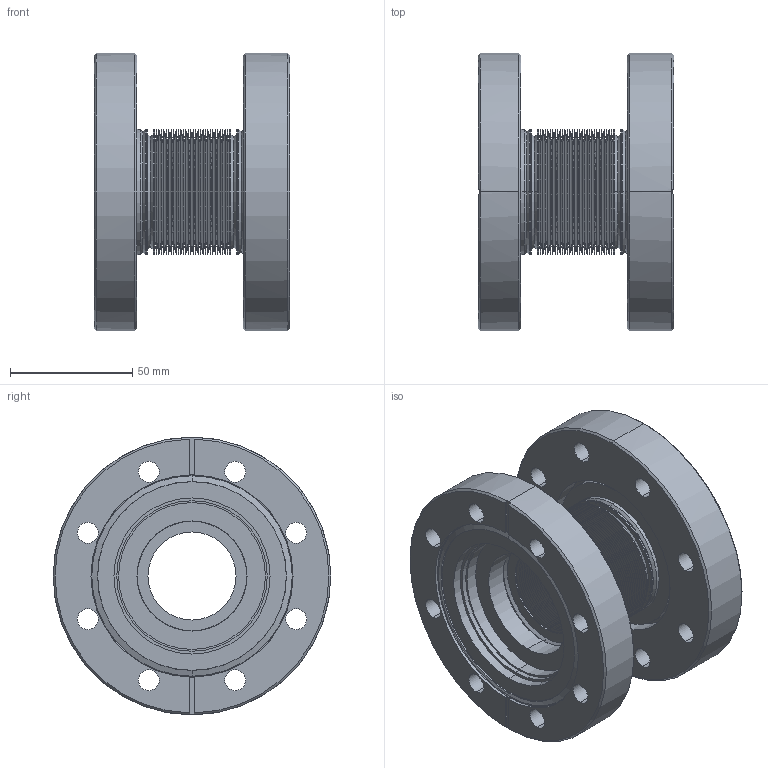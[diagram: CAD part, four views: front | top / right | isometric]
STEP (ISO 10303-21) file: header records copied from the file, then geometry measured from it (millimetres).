
FILE_DESCRIPTION( (''), '2;1');
FILE_NAME ('CAD714.4816.NCE3114K_20956.stp','2016-05-18T16:54:33',(''),(''),'spGate 11.3.9','spGate','');
FILE_SCHEMA (('AUTOMOTIVE_DESIGN'));
Length unit declared in the file: millimetre
Products named in the file (9): Assembly; NCE3114-1; NCE2114-Y; NCE2114-2; NCE2114-3; NCE2114-3_mr; NCE2114-Y_mr; NCE2114K-2-1; NCE2114K-2-2
Assembly tree (8 placements, depth 2):
  Assembly
    NCE3114-1
    NCE2114-Y
    NCE2114-2
    NCE2114-3
    NCE2114-3_mr
    NCE2114-Y_mr
    NCE2114K-2-1
    NCE2114K-2-2
Bounding box: 80 x 113.5 x 113.5 mm (x, y, z)
Volume: 260624 mm3; surface area: 193121.8 mm2
Topology: 8 solids, 8 shells, 434 faces, 940 edges, 538 vertices
Faces by surface type: bspline 294, cylinder 92, plane 48
Entity records: 20982 total; most frequent: CARTESIAN_POINT 5018, ORIENTED_EDGE 1880, DIRECTION 1384, COLOUR_RGB 1382, PRESENTATION_STYLE_ASSIGNMENT 1382, STYLED_ITEM 1382, EDGE_CURVE 940, DRAUGHTING_PRE_DEFINED_CURVE_FONT 940
